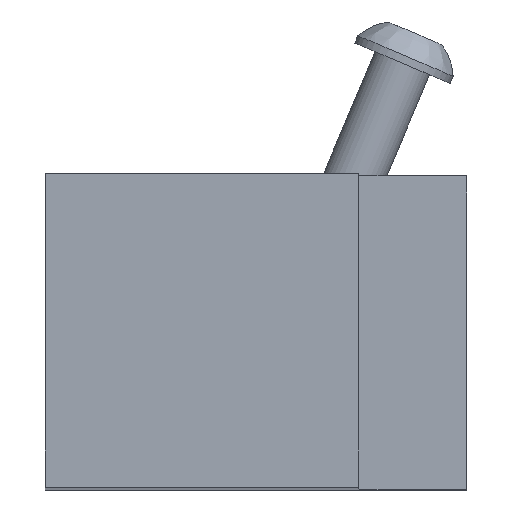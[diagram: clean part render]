
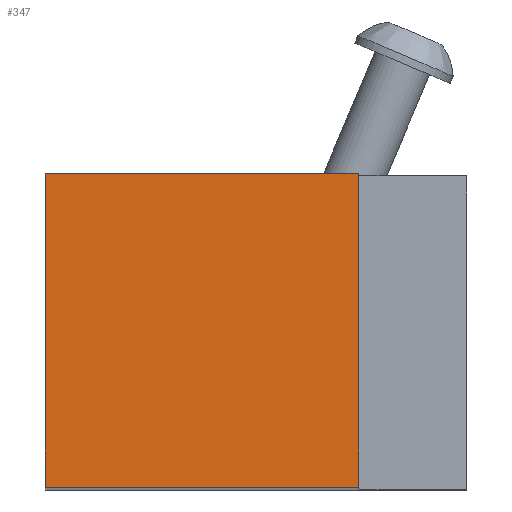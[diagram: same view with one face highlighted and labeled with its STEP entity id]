
A CAD part, top view. The second image highlights one B-rep face of the part: STEP entity #347.
In plain terms, the highlighted planar face has unit normal (0, 0, 1).
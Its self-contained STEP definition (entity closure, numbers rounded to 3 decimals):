
#88=LINE('',#2071,#154);
#92=LINE('',#2080,#158);
#93=LINE('',#2083,#159);
#94=LINE('',#2084,#160);
#154=VECTOR('',#1675,1.);
#158=VECTOR('',#1681,1.);
#159=VECTOR('',#1682,1.);
#160=VECTOR('',#1683,1.);
#235=FACE_OUTER_BOUND('',#503,.T.);
#347=ADVANCED_FACE('',(#235),#388,.T.);
#388=PLANE('',#1372);
#503=EDGE_LOOP('',(#720,#721,#722,#723));
#720=ORIENTED_EDGE('',*,*,#1068,.T.);
#721=ORIENTED_EDGE('',*,*,#1069,.F.);
#722=ORIENTED_EDGE('',*,*,#1064,.F.);
#723=ORIENTED_EDGE('',*,*,#1070,.T.);
#926=VERTEX_POINT('',#2072);
#927=VERTEX_POINT('',#2073);
#930=VERTEX_POINT('',#2081);
#931=VERTEX_POINT('',#2082);
#1064=EDGE_CURVE('',#926,#927,#88,.T.);
#1068=EDGE_CURVE('',#930,#931,#92,.T.);
#1069=EDGE_CURVE('',#927,#931,#93,.T.);
#1070=EDGE_CURVE('',#926,#930,#94,.T.);
#1372=AXIS2_PLACEMENT_3D('',#2085,#1684,#1685);
#1675=DIRECTION('',(0.,-1.,0.));
#1681=DIRECTION('',(0.,-1.,0.));
#1682=DIRECTION('',(-1.,0.,0.));
#1683=DIRECTION('',(-1.,0.,0.));
#1684=DIRECTION('',(0.,0.,1.));
#1685=DIRECTION('',(0.,1.,0.));
#2071=CARTESIAN_POINT('',(31.805,31.805,0.));
#2072=CARTESIAN_POINT('',(31.805,31.805,0.));
#2073=CARTESIAN_POINT('',(31.805,0.,0.));
#2080=CARTESIAN_POINT('',(0.,31.805,0.));
#2081=CARTESIAN_POINT('',(0.,31.805,0.));
#2082=CARTESIAN_POINT('',(0.,0.,0.));
#2083=CARTESIAN_POINT('',(31.805,0.,0.));
#2084=CARTESIAN_POINT('',(31.805,31.805,0.));
#2085=CARTESIAN_POINT('',(31.805,31.805,0.));
